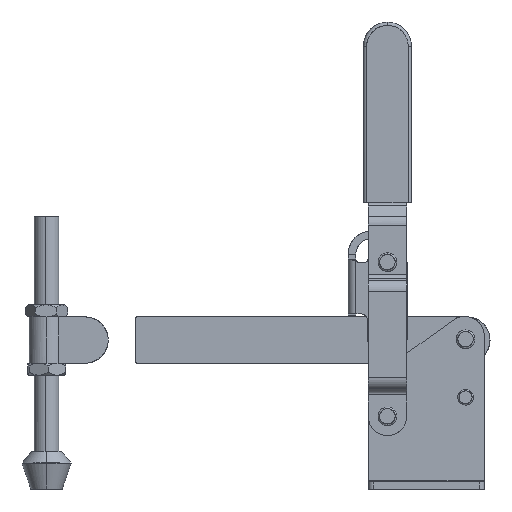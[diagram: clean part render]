
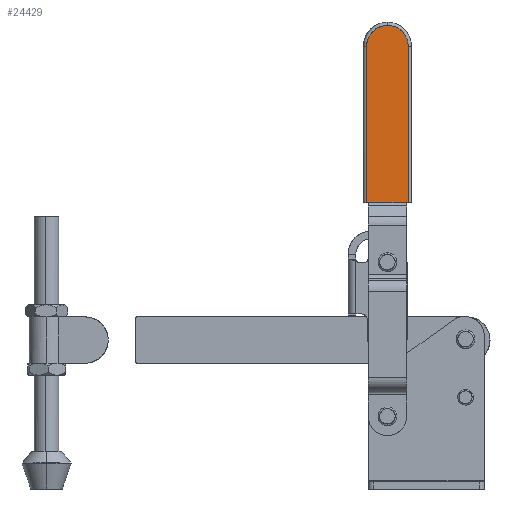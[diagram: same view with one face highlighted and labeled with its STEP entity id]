
A CAD part, top view. The second image highlights one B-rep face of the part: STEP entity #24429.
In plain terms, the highlighted planar face has unit normal (0, 0, 1).
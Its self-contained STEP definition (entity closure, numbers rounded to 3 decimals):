
#24273=CARTESIAN_POINT('Axis2P3D Location',(-49.273,175.522,3.)) ;
#24279=CARTESIAN_POINT('Control Point',(-76.273,175.522,3.)) ;
#24280=CARTESIAN_POINT('Control Point',(-49.273,175.522,3.)) ;
#24281=CARTESIAN_POINT('Vertex',(-76.273,175.522,3.)) ;
#24283=CARTESIAN_POINT('Vertex',(-49.273,175.522,3.)) ;
#24287=CARTESIAN_POINT('Control Point',(-49.273,175.522,3.)) ;
#24288=CARTESIAN_POINT('Control Point',(-49.273,277.042,3.)) ;
#24289=CARTESIAN_POINT('Vertex',(-49.273,277.042,3.)) ;
#24293=CARTESIAN_POINT('Control Point',(-49.273,277.042,3.)) ;
#24294=CARTESIAN_POINT('Control Point',(-49.273,278.372,3.)) ;
#24295=CARTESIAN_POINT('Control Point',(-49.532,279.676,3.)) ;
#24296=CARTESIAN_POINT('Vertex',(-49.532,279.676,3.)) ;
#24300=CARTESIAN_POINT('Control Point',(-49.532,279.676,3.)) ;
#24301=CARTESIAN_POINT('Control Point',(-49.792,280.98,3.)) ;
#24302=CARTESIAN_POINT('Control Point',(-50.301,282.208,3.)) ;
#24303=CARTESIAN_POINT('Vertex',(-50.301,282.208,3.)) ;
#24307=CARTESIAN_POINT('Control Point',(-50.301,282.208,3.)) ;
#24308=CARTESIAN_POINT('Control Point',(-50.809,283.437,3.)) ;
#24309=CARTESIAN_POINT('Control Point',(-51.548,284.542,3.)) ;
#24310=CARTESIAN_POINT('Vertex',(-51.548,284.542,3.)) ;
#24314=CARTESIAN_POINT('Control Point',(-51.548,284.542,3.)) ;
#24315=CARTESIAN_POINT('Control Point',(-52.287,285.648,3.)) ;
#24316=CARTESIAN_POINT('Control Point',(-53.227,286.588,3.)) ;
#24317=CARTESIAN_POINT('Vertex',(-53.227,286.588,3.)) ;
#24321=CARTESIAN_POINT('Control Point',(-53.227,286.588,3.)) ;
#24322=CARTESIAN_POINT('Control Point',(-54.167,287.528,3.)) ;
#24323=CARTESIAN_POINT('Control Point',(-55.273,288.267,3.)) ;
#24324=CARTESIAN_POINT('Vertex',(-55.273,288.267,3.)) ;
#24328=CARTESIAN_POINT('Control Point',(-55.273,288.267,3.)) ;
#24329=CARTESIAN_POINT('Control Point',(-56.378,289.006,3.)) ;
#24330=CARTESIAN_POINT('Control Point',(-57.607,289.514,3.)) ;
#24331=CARTESIAN_POINT('Vertex',(-57.607,289.514,3.)) ;
#24335=CARTESIAN_POINT('Control Point',(-57.607,289.514,3.)) ;
#24336=CARTESIAN_POINT('Control Point',(-58.835,290.023,3.)) ;
#24337=CARTESIAN_POINT('Control Point',(-60.139,290.283,3.)) ;
#24338=CARTESIAN_POINT('Vertex',(-60.139,290.283,3.)) ;
#24342=CARTESIAN_POINT('Control Point',(-60.139,290.283,3.)) ;
#24343=CARTESIAN_POINT('Control Point',(-61.443,290.542,3.)) ;
#24344=CARTESIAN_POINT('Control Point',(-62.773,290.542,3.)) ;
#24345=CARTESIAN_POINT('Vertex',(-62.773,290.542,3.)) ;
#24349=CARTESIAN_POINT('Control Point',(-62.773,290.542,3.)) ;
#24350=CARTESIAN_POINT('Control Point',(-64.103,290.542,3.)) ;
#24351=CARTESIAN_POINT('Control Point',(-65.407,290.283,3.)) ;
#24352=CARTESIAN_POINT('Vertex',(-65.407,290.283,3.)) ;
#24356=CARTESIAN_POINT('Control Point',(-65.407,290.283,3.)) ;
#24357=CARTESIAN_POINT('Control Point',(-66.711,290.023,3.)) ;
#24358=CARTESIAN_POINT('Control Point',(-67.939,289.514,3.)) ;
#24359=CARTESIAN_POINT('Vertex',(-67.939,289.514,3.)) ;
#24363=CARTESIAN_POINT('Control Point',(-67.939,289.514,3.)) ;
#24364=CARTESIAN_POINT('Control Point',(-69.168,289.006,3.)) ;
#24365=CARTESIAN_POINT('Control Point',(-70.273,288.267,3.)) ;
#24366=CARTESIAN_POINT('Vertex',(-70.273,288.267,3.)) ;
#24370=CARTESIAN_POINT('Control Point',(-70.273,288.267,3.)) ;
#24371=CARTESIAN_POINT('Control Point',(-71.379,287.528,3.)) ;
#24372=CARTESIAN_POINT('Control Point',(-72.319,286.588,3.)) ;
#24373=CARTESIAN_POINT('Vertex',(-72.319,286.588,3.)) ;
#24377=CARTESIAN_POINT('Control Point',(-72.319,286.588,3.)) ;
#24378=CARTESIAN_POINT('Control Point',(-73.259,285.648,3.)) ;
#24379=CARTESIAN_POINT('Control Point',(-73.998,284.542,3.)) ;
#24380=CARTESIAN_POINT('Vertex',(-73.998,284.542,3.)) ;
#24384=CARTESIAN_POINT('Control Point',(-73.998,284.542,3.)) ;
#24385=CARTESIAN_POINT('Control Point',(-74.737,283.437,3.)) ;
#24386=CARTESIAN_POINT('Control Point',(-75.245,282.208,3.)) ;
#24387=CARTESIAN_POINT('Vertex',(-75.245,282.208,3.)) ;
#24391=CARTESIAN_POINT('Control Point',(-75.245,282.208,3.)) ;
#24392=CARTESIAN_POINT('Control Point',(-75.754,280.98,3.)) ;
#24393=CARTESIAN_POINT('Control Point',(-76.014,279.676,3.)) ;
#24394=CARTESIAN_POINT('Vertex',(-76.014,279.676,3.)) ;
#24398=CARTESIAN_POINT('Control Point',(-76.014,279.676,3.)) ;
#24399=CARTESIAN_POINT('Control Point',(-76.273,278.372,3.)) ;
#24400=CARTESIAN_POINT('Control Point',(-76.273,277.042,3.)) ;
#24401=CARTESIAN_POINT('Vertex',(-76.273,277.042,3.)) ;
#24405=CARTESIAN_POINT('Control Point',(-76.273,277.042,3.)) ;
#24406=CARTESIAN_POINT('Control Point',(-76.273,175.522,3.)) ;
#24274=DIRECTION('Axis2P3D Direction',(-0.,0.,1.)) ;
#24275=DIRECTION('Axis2P3D XDirection',(0.,1.,0.)) ;
#24276=AXIS2_PLACEMENT_3D('Plane Axis2P3D',#24273,#24274,#24275) ;
#24409=ORIENTED_EDGE('',*,*,#24285,.T.) ;
#24410=ORIENTED_EDGE('',*,*,#24291,.T.) ;
#24411=ORIENTED_EDGE('',*,*,#24298,.T.) ;
#24412=ORIENTED_EDGE('',*,*,#24305,.T.) ;
#24413=ORIENTED_EDGE('',*,*,#24312,.T.) ;
#24414=ORIENTED_EDGE('',*,*,#24319,.T.) ;
#24415=ORIENTED_EDGE('',*,*,#24326,.T.) ;
#24416=ORIENTED_EDGE('',*,*,#24333,.T.) ;
#24417=ORIENTED_EDGE('',*,*,#24340,.T.) ;
#24418=ORIENTED_EDGE('',*,*,#24347,.T.) ;
#24419=ORIENTED_EDGE('',*,*,#24354,.T.) ;
#24420=ORIENTED_EDGE('',*,*,#24361,.T.) ;
#24421=ORIENTED_EDGE('',*,*,#24368,.T.) ;
#24422=ORIENTED_EDGE('',*,*,#24375,.T.) ;
#24423=ORIENTED_EDGE('',*,*,#24382,.T.) ;
#24424=ORIENTED_EDGE('',*,*,#24389,.T.) ;
#24425=ORIENTED_EDGE('',*,*,#24396,.T.) ;
#24426=ORIENTED_EDGE('',*,*,#24403,.T.) ;
#24427=ORIENTED_EDGE('',*,*,#24407,.T.) ;
#24429=ADVANCED_FACE('Surface.206',(#24428),#24277,.T.) ;
#24278=B_SPLINE_CURVE_WITH_KNOTS('',1,(#24279,#24280),.UNSPECIFIED.,.F.,.U.,(2,2),(0.,27.),.UNSPECIFIED.) ;
#24286=B_SPLINE_CURVE_WITH_KNOTS('',1,(#24287,#24288),.UNSPECIFIED.,.F.,.U.,(2,2),(0.,101.52),.UNSPECIFIED.) ;
#24292=B_SPLINE_CURVE_WITH_KNOTS('',2,(#24293,#24294,#24295),.UNSPECIFIED.,.F.,.U.,(3,3),(0.,2.659),.UNSPECIFIED.) ;
#24299=B_SPLINE_CURVE_WITH_KNOTS('',2,(#24300,#24301,#24302),.UNSPECIFIED.,.F.,.U.,(3,3),(0.,2.659),.UNSPECIFIED.) ;
#24306=B_SPLINE_CURVE_WITH_KNOTS('',2,(#24307,#24308,#24309),.UNSPECIFIED.,.F.,.U.,(3,3),(0.,2.659),.UNSPECIFIED.) ;
#24313=B_SPLINE_CURVE_WITH_KNOTS('',2,(#24314,#24315,#24316),.UNSPECIFIED.,.F.,.U.,(3,3),(0.,2.659),.UNSPECIFIED.) ;
#24320=B_SPLINE_CURVE_WITH_KNOTS('',2,(#24321,#24322,#24323),.UNSPECIFIED.,.F.,.U.,(3,3),(0.,2.659),.UNSPECIFIED.) ;
#24327=B_SPLINE_CURVE_WITH_KNOTS('',2,(#24328,#24329,#24330),.UNSPECIFIED.,.F.,.U.,(3,3),(0.,2.659),.UNSPECIFIED.) ;
#24334=B_SPLINE_CURVE_WITH_KNOTS('',2,(#24335,#24336,#24337),.UNSPECIFIED.,.F.,.U.,(3,3),(0.,2.659),.UNSPECIFIED.) ;
#24341=B_SPLINE_CURVE_WITH_KNOTS('',2,(#24342,#24343,#24344),.UNSPECIFIED.,.F.,.U.,(3,3),(0.,2.659),.UNSPECIFIED.) ;
#24348=B_SPLINE_CURVE_WITH_KNOTS('',2,(#24349,#24350,#24351),.UNSPECIFIED.,.F.,.U.,(3,3),(0.,2.659),.UNSPECIFIED.) ;
#24355=B_SPLINE_CURVE_WITH_KNOTS('',2,(#24356,#24357,#24358),.UNSPECIFIED.,.F.,.U.,(3,3),(0.,2.659),.UNSPECIFIED.) ;
#24362=B_SPLINE_CURVE_WITH_KNOTS('',2,(#24363,#24364,#24365),.UNSPECIFIED.,.F.,.U.,(3,3),(0.,2.659),.UNSPECIFIED.) ;
#24369=B_SPLINE_CURVE_WITH_KNOTS('',2,(#24370,#24371,#24372),.UNSPECIFIED.,.F.,.U.,(3,3),(0.,2.659),.UNSPECIFIED.) ;
#24376=B_SPLINE_CURVE_WITH_KNOTS('',2,(#24377,#24378,#24379),.UNSPECIFIED.,.F.,.U.,(3,3),(0.,2.659),.UNSPECIFIED.) ;
#24383=B_SPLINE_CURVE_WITH_KNOTS('',2,(#24384,#24385,#24386),.UNSPECIFIED.,.F.,.U.,(3,3),(0.,2.659),.UNSPECIFIED.) ;
#24390=B_SPLINE_CURVE_WITH_KNOTS('',2,(#24391,#24392,#24393),.UNSPECIFIED.,.F.,.U.,(3,3),(0.,2.659),.UNSPECIFIED.) ;
#24397=B_SPLINE_CURVE_WITH_KNOTS('',2,(#24398,#24399,#24400),.UNSPECIFIED.,.F.,.U.,(3,3),(0.,2.659),.UNSPECIFIED.) ;
#24404=B_SPLINE_CURVE_WITH_KNOTS('',1,(#24405,#24406),.UNSPECIFIED.,.F.,.U.,(2,2),(0.,101.52),.UNSPECIFIED.) ;
#24285=EDGE_CURVE('',#24282,#24284,#24278,.T.) ;
#24291=EDGE_CURVE('',#24284,#24290,#24286,.T.) ;
#24298=EDGE_CURVE('',#24290,#24297,#24292,.T.) ;
#24305=EDGE_CURVE('',#24297,#24304,#24299,.T.) ;
#24312=EDGE_CURVE('',#24304,#24311,#24306,.T.) ;
#24319=EDGE_CURVE('',#24311,#24318,#24313,.T.) ;
#24326=EDGE_CURVE('',#24318,#24325,#24320,.T.) ;
#24333=EDGE_CURVE('',#24325,#24332,#24327,.T.) ;
#24340=EDGE_CURVE('',#24332,#24339,#24334,.T.) ;
#24347=EDGE_CURVE('',#24339,#24346,#24341,.T.) ;
#24354=EDGE_CURVE('',#24346,#24353,#24348,.T.) ;
#24361=EDGE_CURVE('',#24353,#24360,#24355,.T.) ;
#24368=EDGE_CURVE('',#24360,#24367,#24362,.T.) ;
#24375=EDGE_CURVE('',#24367,#24374,#24369,.T.) ;
#24382=EDGE_CURVE('',#24374,#24381,#24376,.T.) ;
#24389=EDGE_CURVE('',#24381,#24388,#24383,.T.) ;
#24396=EDGE_CURVE('',#24388,#24395,#24390,.T.) ;
#24403=EDGE_CURVE('',#24395,#24402,#24397,.T.) ;
#24407=EDGE_CURVE('',#24402,#24282,#24404,.T.) ;
#24408=EDGE_LOOP('',(#24409,#24410,#24411,#24412,#24413,#24414,#24415,#24416,#24417,#24418,#24419,#24420,#24421,#24422,#24423,#24424,#24425,#24426,#24427)) ;
#24428=FACE_OUTER_BOUND('',#24408,.T.) ;
#24277=PLANE('Plane',#24276) ;
#24282=VERTEX_POINT('',#24281) ;
#24284=VERTEX_POINT('',#24283) ;
#24290=VERTEX_POINT('',#24289) ;
#24297=VERTEX_POINT('',#24296) ;
#24304=VERTEX_POINT('',#24303) ;
#24311=VERTEX_POINT('',#24310) ;
#24318=VERTEX_POINT('',#24317) ;
#24325=VERTEX_POINT('',#24324) ;
#24332=VERTEX_POINT('',#24331) ;
#24339=VERTEX_POINT('',#24338) ;
#24346=VERTEX_POINT('',#24345) ;
#24353=VERTEX_POINT('',#24352) ;
#24360=VERTEX_POINT('',#24359) ;
#24367=VERTEX_POINT('',#24366) ;
#24374=VERTEX_POINT('',#24373) ;
#24381=VERTEX_POINT('',#24380) ;
#24388=VERTEX_POINT('',#24387) ;
#24395=VERTEX_POINT('',#24394) ;
#24402=VERTEX_POINT('',#24401) ;
